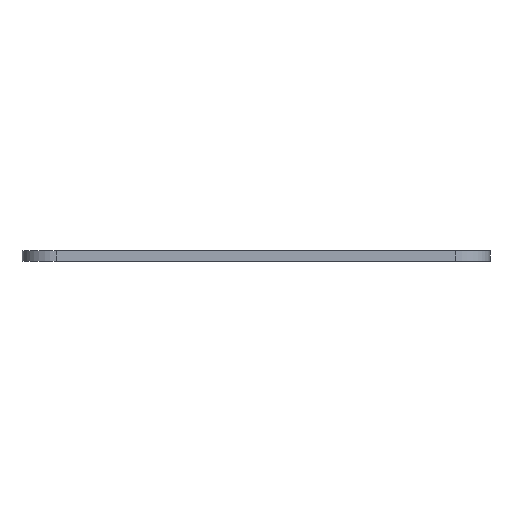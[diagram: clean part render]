
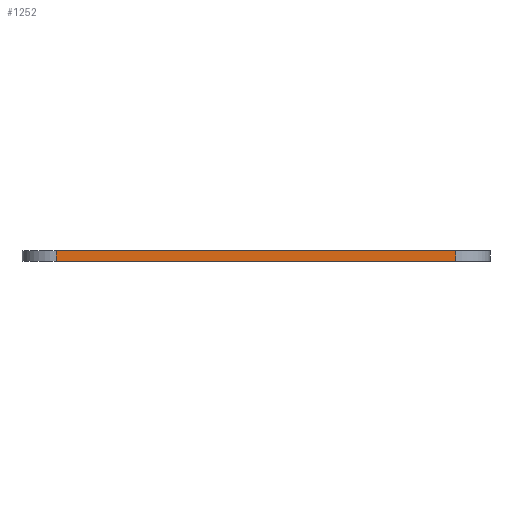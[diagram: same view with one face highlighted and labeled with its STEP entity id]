
A CAD part, left-side view. The second image highlights one B-rep face of the part: STEP entity #1252.
In plain terms, the highlighted planar face has unit normal (-1, 0, 0).
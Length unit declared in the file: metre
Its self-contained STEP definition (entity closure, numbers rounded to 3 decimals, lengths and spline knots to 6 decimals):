
#294=ORIENTED_EDGE('',*,*,#598,.T.);
#295=ORIENTED_EDGE('',*,*,#599,.T.);
#296=ORIENTED_EDGE('',*,*,#600,.F.);
#297=ORIENTED_EDGE('',*,*,#601,.T.);
#598=EDGE_CURVE('',#726,#727,#856,.T.);
#599=EDGE_CURVE('',#727,#728,#857,.T.);
#600=EDGE_CURVE('',#729,#728,#858,.T.);
#601=EDGE_CURVE('',#729,#726,#859,.F.);
#726=VERTEX_POINT('',#2066);
#727=VERTEX_POINT('',#2067);
#728=VERTEX_POINT('',#2069);
#729=VERTEX_POINT('',#2071);
#856=LINE('',#2065,#984);
#857=LINE('',#2068,#985);
#858=LINE('',#2070,#986);
#859=LINE('',#2072,#987);
#984=VECTOR('',#1695,1.);
#985=VECTOR('',#1696,1.);
#986=VECTOR('',#1697,1.);
#987=VECTOR('',#1698,1.);
#1045=EDGE_LOOP('',(#294,#295,#296,#297));
#1131=FACE_BOUND('',#1045,.T.);
#1195=PLANE('',#1365);
#1252=ADVANCED_FACE('',(#1131),#1195,.T.);
#1365=AXIS2_PLACEMENT_3D('',#2064,#1693,#1694);
#1693=DIRECTION('',(-1.,0.,0.));
#1694=DIRECTION('',(0.,-1.,0.));
#1695=DIRECTION('',(0.,1.,0.));
#1696=DIRECTION('',(0.,0.,-1.));
#1697=DIRECTION('',(0.,1.,0.));
#1698=DIRECTION('',(0.,0.,-1.));
#2064=CARTESIAN_POINT('',(-0.049775,0.002859,0.0015));
#2065=CARTESIAN_POINT('',(-0.049775,0.002859,0.0015));
#2066=CARTESIAN_POINT('',(-0.049775,-0.026141,0.0015));
#2067=CARTESIAN_POINT('',(-0.049775,0.031859,0.0015));
#2068=CARTESIAN_POINT('',(-0.049775,0.031859,0.0015));
#2069=CARTESIAN_POINT('',(-0.049775,0.031859,0.));
#2070=CARTESIAN_POINT('',(-0.049775,0.002859,0.));
#2071=CARTESIAN_POINT('',(-0.049775,-0.026141,0.));
#2072=CARTESIAN_POINT('',(-0.049775,-0.026141,0.0015));
